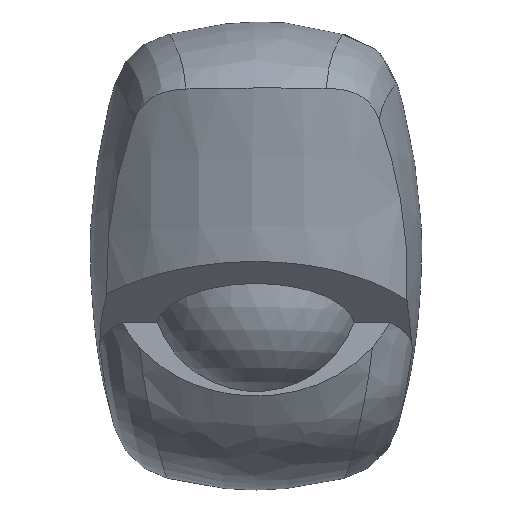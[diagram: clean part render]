
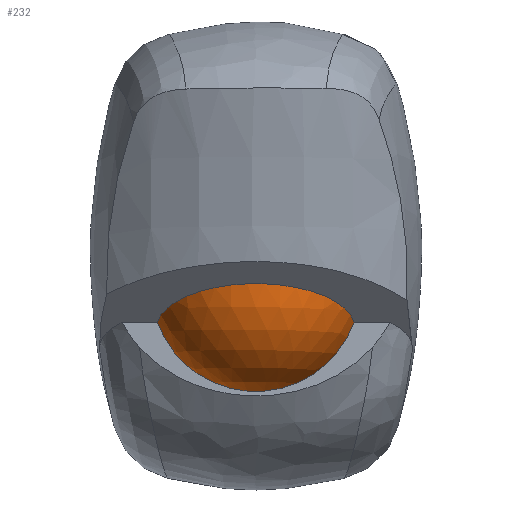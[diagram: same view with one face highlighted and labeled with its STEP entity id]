
A CAD part, front view. The second image highlights one B-rep face of the part: STEP entity #232.
In plain terms, the highlighted spherical face has radius 50.402 mm.
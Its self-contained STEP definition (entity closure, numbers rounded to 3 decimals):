
#76=FACE_OUTER_BOUND('',#91,.T.);
#91=EDGE_LOOP('',(#165,#166));
#108=CIRCLE('',#275,45.67);
#109=CIRCLE('',#276,48.097);
#110=VERTEX_POINT('',#308);
#111=VERTEX_POINT('',#309);
#132=EDGE_CURVE('',#110,#111,#108,.T.);
#133=EDGE_CURVE('',#111,#110,#109,.T.);
#165=ORIENTED_EDGE('',*,*,#132,.T.);
#166=ORIENTED_EDGE('',*,*,#133,.T.);
#231=SPHERICAL_SURFACE('',#274,50.402);
#232=ADVANCED_FACE('',(#76),#231,.T.);
#274=AXIS2_PLACEMENT_3D('',#307,#285,#286);
#275=AXIS2_PLACEMENT_3D('',#310,#287,#288);
#276=AXIS2_PLACEMENT_3D('',#311,#289,#290);
#285=DIRECTION('center_axis',(0.01,0.053,0.999));
#286=DIRECTION('ref_axis',(-1.,0.001,0.01));
#287=DIRECTION('center_axis',(0.,-0.449,-0.893));
#288=DIRECTION('ref_axis',(0.,0.893,-0.449));
#289=DIRECTION('center_axis',(0.,-1.,-0.002));
#290=DIRECTION('ref_axis',(1.,0.,0.));
#307=CARTESIAN_POINT('Origin',(-0.097,1602.102,-12.15));
#308=CARTESIAN_POINT('',(45.167,1587.084,-28.46));
#309=CARTESIAN_POINT('',(-45.355,1587.066,-28.46));
#310=CARTESIAN_POINT('Origin',(-0.095,1592.527,-31.201));
#311=CARTESIAN_POINT('Origin',(-0.094,1587.034,-12.188));
